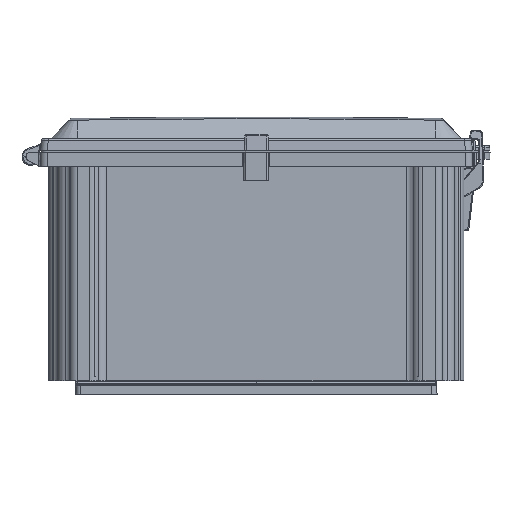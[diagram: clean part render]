
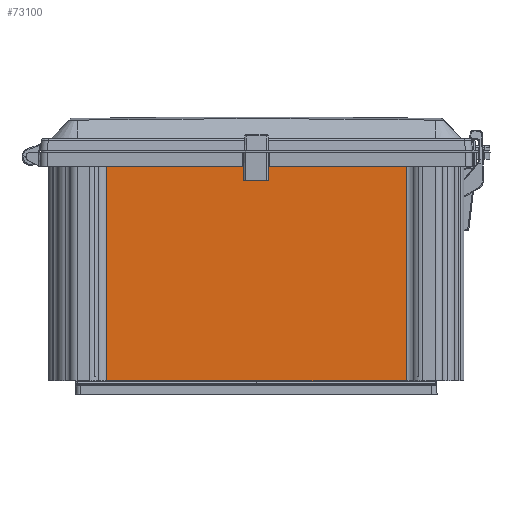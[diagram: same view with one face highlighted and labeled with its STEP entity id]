
A CAD part, front view. The second image highlights one B-rep face of the part: STEP entity #73100.
In plain terms, the highlighted planar face has unit normal (0, -1, 0).
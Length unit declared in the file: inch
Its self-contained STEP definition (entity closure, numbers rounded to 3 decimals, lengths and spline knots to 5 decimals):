
#594 = DIRECTION ( 'NONE',  ( -1., 0., 0. ) ) ;
#637 = LINE ( 'NONE', #41306, #19314 ) ;
#665 = EDGE_CURVE ( 'NONE', #6054, #2689, #19926, .T. ) ;
#931 = LINE ( 'NONE', #28195, #10586 ) ;
#1102 = DIRECTION ( 'NONE',  ( 0., 0., -1. ) ) ;
#2689 = VERTEX_POINT ( 'NONE', #63404 ) ;
#2750 = LINE ( 'NONE', #57226, #68133 ) ;
#4248 = VERTEX_POINT ( 'NONE', #51180 ) ;
#6054 = VERTEX_POINT ( 'NONE', #85616 ) ;
#6060 = ORIENTED_EDGE ( 'NONE', *, *, #60298, .T. ) ;
#7382 = ORIENTED_EDGE ( 'NONE', *, *, #21987, .F. ) ;
#8379 = VECTOR ( 'NONE', #594, 39.37008 ) ;
#9436 = EDGE_CURVE ( 'NONE', #2689, #66435, #51598, .T. ) ;
#9491 = VECTOR ( 'NONE', #81753, 39.37008 ) ;
#10448 = LINE ( 'NONE', #38127, #47931 ) ;
#10586 = VECTOR ( 'NONE', #59599, 39.37008 ) ;
#10978 = LINE ( 'NONE', #46192, #27321 ) ;
#11048 = EDGE_CURVE ( 'NONE', #28397, #82151, #637, .T. ) ;
#11093 = ORIENTED_EDGE ( 'NONE', *, *, #11048, .F. ) ;
#12397 = CARTESIAN_POINT ( 'NONE',  ( 5.33965, -8.10618, -27.02199 ) ) ;
#14592 = VERTEX_POINT ( 'NONE', #40298 ) ;
#15213 = CARTESIAN_POINT ( 'NONE',  ( 5.33965, -8.10618, 2.9965 ) ) ;
#15669 = EDGE_CURVE ( 'NONE', #72600, #14592, #10448, .T. ) ;
#16659 = VERTEX_POINT ( 'NONE', #55377 ) ;
#18523 = LINE ( 'NONE', #39473, #20697 ) ;
#18584 = ORIENTED_EDGE ( 'NONE', *, *, #37194, .T. ) ;
#19314 = VECTOR ( 'NONE', #73952, 39.37008 ) ;
#19926 = LINE ( 'NONE', #82885, #82822 ) ;
#20407 = ORIENTED_EDGE ( 'NONE', *, *, #28866, .T. ) ;
#20697 = VECTOR ( 'NONE', #66722, 39.37008 ) ;
#21145 = EDGE_CURVE ( 'NONE', #62455, #28397, #68514, .T. ) ;
#21987 = EDGE_CURVE ( 'NONE', #29539, #14592, #81621, .T. ) ;
#22454 = DIRECTION ( 'NONE',  ( 0., 0., 1. ) ) ;
#24787 = DIRECTION ( 'NONE',  ( 0., 0., -1. ) ) ;
#27321 = VECTOR ( 'NONE', #24787, 39.37008 ) ;
#27653 = AXIS2_PLACEMENT_3D ( 'NONE', #12397, #59690, #39617 ) ;
#28195 = CARTESIAN_POINT ( 'NONE',  ( 0.30501, -8.10618, -27.02199 ) ) ;
#28397 = VERTEX_POINT ( 'NONE', #30744 ) ;
#28866 = EDGE_CURVE ( 'NONE', #16659, #47683, #931, .T. ) ;
#29539 = VERTEX_POINT ( 'NONE', #39544 ) ;
#30744 = CARTESIAN_POINT ( 'NONE',  ( -5.33965, -8.10618, -4.6435 ) ) ;
#32512 = CARTESIAN_POINT ( 'NONE',  ( -5.33965, -8.10618, 2.9965 ) ) ;
#33345 = FACE_OUTER_BOUND ( 'NONE', #85106, .T. ) ;
#33908 = ORIENTED_EDGE ( 'NONE', *, *, #15669, .T. ) ;
#35156 = CARTESIAN_POINT ( 'NONE',  ( 0.4425, -8.10618, -27.02199 ) ) ;
#37194 = EDGE_CURVE ( 'NONE', #4248, #82151, #82198, .T. ) ;
#38127 = CARTESIAN_POINT ( 'NONE',  ( 5.33965, -8.10618, 2.9965 ) ) ;
#39473 = CARTESIAN_POINT ( 'NONE',  ( 5.33965, -8.10618, 2.9965 ) ) ;
#39544 = CARTESIAN_POINT ( 'NONE',  ( 0.4425, -8.10618, 2.4965 ) ) ;
#39617 = DIRECTION ( 'NONE',  ( -1., 0., 0. ) ) ;
#40298 = CARTESIAN_POINT ( 'NONE',  ( 0.4425, -8.10618, 2.9965 ) ) ;
#41119 = ORIENTED_EDGE ( 'NONE', *, *, #45522, .F. ) ;
#41306 = CARTESIAN_POINT ( 'NONE',  ( -5.33965, -8.10618, -27.02199 ) ) ;
#43485 = DIRECTION ( 'NONE',  ( -1., 0., 0. ) ) ;
#45345 = EDGE_CURVE ( 'NONE', #29539, #16659, #63219, .T. ) ;
#45383 = ORIENTED_EDGE ( 'NONE', *, *, #84975, .T. ) ;
#45522 = EDGE_CURVE ( 'NONE', #4248, #66435, #10978, .T. ) ;
#46192 = CARTESIAN_POINT ( 'NONE',  ( -0.4425, -8.10618, -27.02199 ) ) ;
#46659 = DIRECTION ( 'NONE',  ( -1., 0., 0. ) ) ;
#47683 = VERTEX_POINT ( 'NONE', #62677 ) ;
#47931 = VECTOR ( 'NONE', #43485, 39.37008 ) ;
#50694 = CARTESIAN_POINT ( 'NONE',  ( 5.33965, -8.10618, 2.4965 ) ) ;
#51180 = CARTESIAN_POINT ( 'NONE',  ( -0.4425, -8.10618, 2.9965 ) ) ;
#51598 = LINE ( 'NONE', #78896, #62039 ) ;
#53762 = CARTESIAN_POINT ( 'NONE',  ( 5.33965, -8.10618, -4.6435 ) ) ;
#53934 = ORIENTED_EDGE ( 'NONE', *, *, #9436, .T. ) ;
#53968 = VECTOR ( 'NONE', #62814, 39.37008 ) ;
#55377 = CARTESIAN_POINT ( 'NONE',  ( 0.30501, -8.10618, 2.4965 ) ) ;
#57184 = ORIENTED_EDGE ( 'NONE', *, *, #21145, .F. ) ;
#57226 = CARTESIAN_POINT ( 'NONE',  ( 5.33965, -8.10618, -27.02199 ) ) ;
#57849 = DIRECTION ( 'NONE',  ( -1., 0., 0. ) ) ;
#59599 = DIRECTION ( 'NONE',  ( 0., 0., 1. ) ) ;
#59690 = DIRECTION ( 'NONE',  ( 0., 1., 0. ) ) ;
#60128 = PLANE ( 'NONE',  #27653 ) ;
#60298 = EDGE_CURVE ( 'NONE', #47683, #6054, #18523, .T. ) ;
#62039 = VECTOR ( 'NONE', #46659, 39.37008 ) ;
#62373 = CARTESIAN_POINT ( 'NONE',  ( 5.33965, -8.10618, 2.9965 ) ) ;
#62455 = VERTEX_POINT ( 'NONE', #73187 ) ;
#62677 = CARTESIAN_POINT ( 'NONE',  ( 0.30501, -8.10618, 2.9965 ) ) ;
#62814 = DIRECTION ( 'NONE',  ( 0., 0., 1. ) ) ;
#63219 = LINE ( 'NONE', #50694, #81540 ) ;
#63404 = CARTESIAN_POINT ( 'NONE',  ( -0.30391, -8.10618, 2.4965 ) ) ;
#66435 = VERTEX_POINT ( 'NONE', #71526 ) ;
#66722 = DIRECTION ( 'NONE',  ( -1., 0., 0. ) ) ;
#68133 = VECTOR ( 'NONE', #22454, 39.37008 ) ;
#68514 = LINE ( 'NONE', #53762, #8379 ) ;
#71526 = CARTESIAN_POINT ( 'NONE',  ( -0.4425, -8.10618, 2.4965 ) ) ;
#72600 = VERTEX_POINT ( 'NONE', #62373 ) ;
#73100 = ADVANCED_FACE ( 'NONE', ( #33345 ), #60128, .F. ) ;
#73187 = CARTESIAN_POINT ( 'NONE',  ( 5.33965, -8.10618, -4.6435 ) ) ;
#73952 = DIRECTION ( 'NONE',  ( 0., 0., 1. ) ) ;
#77602 = ORIENTED_EDGE ( 'NONE', *, *, #665, .T. ) ;
#78627 = ORIENTED_EDGE ( 'NONE', *, *, #45345, .T. ) ;
#78896 = CARTESIAN_POINT ( 'NONE',  ( 5.33965, -8.10618, 2.4965 ) ) ;
#81540 = VECTOR ( 'NONE', #57849, 39.37008 ) ;
#81621 = LINE ( 'NONE', #35156, #53968 ) ;
#81753 = DIRECTION ( 'NONE',  ( -1., 0., 0. ) ) ;
#82151 = VERTEX_POINT ( 'NONE', #32512 ) ;
#82198 = LINE ( 'NONE', #15213, #9491 ) ;
#82822 = VECTOR ( 'NONE', #1102, 39.37008 ) ;
#82885 = CARTESIAN_POINT ( 'NONE',  ( -0.30391, -8.10618, -27.02199 ) ) ;
#84975 = EDGE_CURVE ( 'NONE', #62455, #72600, #2750, .T. ) ;
#85106 = EDGE_LOOP ( 'NONE', ( #41119, #18584, #11093, #57184, #45383, #33908, #7382, #78627, #20407, #6060, #77602, #53934 ) ) ;
#85616 = CARTESIAN_POINT ( 'NONE',  ( -0.30391, -8.10618, 2.9965 ) ) ;
